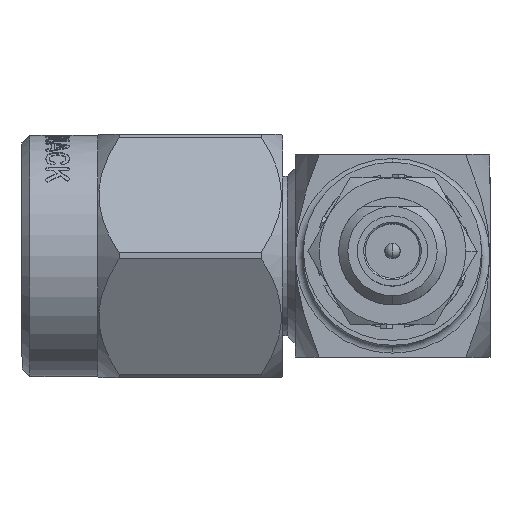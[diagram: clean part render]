
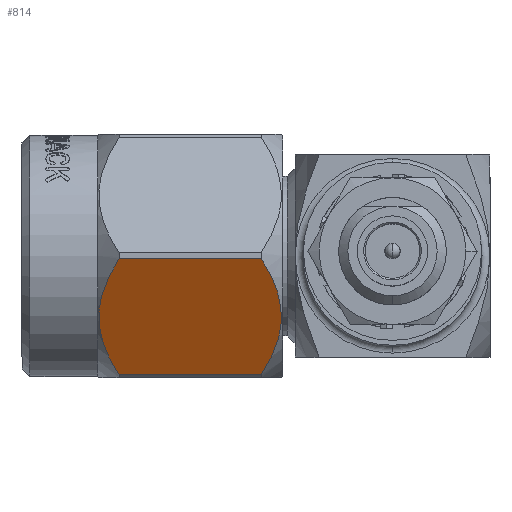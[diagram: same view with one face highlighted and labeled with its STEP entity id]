
A CAD part, top view. The second image highlights one B-rep face of the part: STEP entity #814.
In plain terms, the highlighted face is planar.
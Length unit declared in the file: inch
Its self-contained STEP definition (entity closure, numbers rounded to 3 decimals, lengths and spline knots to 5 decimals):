
#336 = CARTESIAN_POINT ( 'NONE',  ( 0.10588, 0.15445, 0.1291 ) ) ;
#429 = CARTESIAN_POINT ( 'NONE',  ( 0.09253, 0.16843, 0.15223 ) ) ;
#814 = ADVANCED_FACE ( 'NONE', ( #27285 ), #22793, .T. ) ;
#1403 = CARTESIAN_POINT ( 'NONE',  ( 0.1781, 0.16843, 0.00402 ) ) ;
#1763 = CARTESIAN_POINT ( 'NONE',  ( 0.12786, 0.37594, 0.09104 ) ) ;
#3124 = VECTOR ( 'NONE', #17186, 39.37008 ) ;
#3888 = CARTESIAN_POINT ( 'NONE',  ( 0.09912, 0.35803, 0.14081 ) ) ;
#3982 = CARTESIAN_POINT ( 'NONE',  ( 0.10592, 0.36452, 0.12904 ) ) ;
#4083 = CARTESIAN_POINT ( 'NONE',  ( 0.16475, 0.36447, 0.02715 ) ) ;
#4172 = CARTESIAN_POINT ( 'NONE',  ( 0.15044, 0.37333, 0.05193 ) ) ;
#4679 = CARTESIAN_POINT ( 'NONE',  ( 0.11655, 0.14746, 0.11063 ) ) ;
#4857 = CARTESIAN_POINT ( 'NONE',  ( 0.09253, -0.05, 0.15223 ) ) ;
#5368 = EDGE_CURVE ( 'NONE', #6559, #7710, #20022, .T. ) ;
#6126 = ORIENTED_EDGE ( 'NONE', *, *, #14179, .F. ) ;
#6503 = EDGE_CURVE ( 'NONE', #10996, #7710, #11954, .T. ) ;
#6559 = VERTEX_POINT ( 'NONE', #10924 ) ;
#6612 = CARTESIAN_POINT ( 'NONE',  ( 0.16471, 0.15441, 0.02721 ) ) ;
#6750 = LINE ( 'NONE', #7984, #13753 ) ;
#7493 = ORIENTED_EDGE ( 'NONE', *, *, #6503, .T. ) ;
#7710 = VERTEX_POINT ( 'NONE', #20922 ) ;
#7984 = CARTESIAN_POINT ( 'NONE',  ( 0.1781, -0.05, 0.00402 ) ) ;
#8103 = DIRECTION ( 'NONE',  ( 0.5, 0., -0.866 ) ) ;
#9132 = VERTEX_POINT ( 'NONE', #1403 ) ;
#9937 = DIRECTION ( 'NONE',  ( 0., -1., 0. ) ) ;
#10612 = CARTESIAN_POINT ( 'NONE',  ( 0.1277, 0.14301, 0.09132 ) ) ;
#10705 = CARTESIAN_POINT ( 'NONE',  ( 0.1781, 0.16843, 0.00402 ) ) ;
#10924 = CARTESIAN_POINT ( 'NONE',  ( 0.09253, 0.16843, 0.15223 ) ) ;
#10996 = VERTEX_POINT ( 'NONE', #19531 ) ;
#11954 = B_SPLINE_CURVE_WITH_KNOTS ( 'NONE', 3,
 ( #12427, #14448, #4083, #12520, #4172, #18607, #25259, #22826, #1763, #12617, #16586, #3982, #3888, #27340 ),
 .UNSPECIFIED., .F., .F.,
 ( 4, 2, 2, 2, 2, 2, 4 ),
 ( 0., 0.00114, 0.00171, 0.00228, 0.00285, 0.00342, 0.00456 ),
 .UNSPECIFIED. ) ;
#12427 = CARTESIAN_POINT ( 'NONE',  ( 0.1781, 0.35049, 0.00402 ) ) ;
#12520 = CARTESIAN_POINT ( 'NONE',  ( 0.15408, 0.37146, 0.04562 ) ) ;
#12617 = CARTESIAN_POINT ( 'NONE',  ( 0.12037, 0.37341, 0.10402 ) ) ;
#12863 = EDGE_CURVE ( 'NONE', #6559, #9132, #23611, .T. ) ;
#13753 = VECTOR ( 'NONE', #9937, 39.37008 ) ;
#14179 = EDGE_CURVE ( 'NONE', #10996, #9132, #6750, .T. ) ;
#14448 = CARTESIAN_POINT ( 'NONE',  ( 0.17152, 0.35801, 0.01541 ) ) ;
#15060 = CARTESIAN_POINT ( 'NONE',  ( 0.09911, 0.16091, 0.14084 ) ) ;
#15147 = CARTESIAN_POINT ( 'NONE',  ( 0.15026, 0.14551, 0.05223 ) ) ;
#16586 = CARTESIAN_POINT ( 'NONE',  ( 0.11667, 0.37152, 0.11043 ) ) ;
#16637 = DIRECTION ( 'NONE',  ( 0.866, 0., 0.5 ) ) ;
#17185 = CARTESIAN_POINT ( 'NONE',  ( 0.15397, 0.1474, 0.04582 ) ) ;
#17186 = DIRECTION ( 'NONE',  ( 0., 1., 0. ) ) ;
#18607 = CARTESIAN_POINT ( 'NONE',  ( 0.14294, 0.37591, 0.06493 ) ) ;
#19146 = CARTESIAN_POINT ( 'NONE',  ( 0.13902, 0.14233, 0.07171 ) ) ;
#19531 = CARTESIAN_POINT ( 'NONE',  ( 0.1781, 0.35049, 0.00402 ) ) ;
#20022 = LINE ( 'NONE', #4857, #3124 ) ;
#20922 = CARTESIAN_POINT ( 'NONE',  ( 0.09253, 0.35049, 0.15223 ) ) ;
#21061 = CARTESIAN_POINT ( 'NONE',  ( 0.09021, 0.11792, 0.15625 ) ) ;
#22476 = ORIENTED_EDGE ( 'NONE', *, *, #5368, .F. ) ;
#22738 = AXIS2_PLACEMENT_3D ( 'NONE', #21061, #16637, #8103 ) ;
#22793 = PLANE ( 'NONE',  #22738 ) ;
#22826 = CARTESIAN_POINT ( 'NONE',  ( 0.13161, 0.37659, 0.08454 ) ) ;
#23266 = CARTESIAN_POINT ( 'NONE',  ( 0.12019, 0.14559, 0.10432 ) ) ;
#23357 = CARTESIAN_POINT ( 'NONE',  ( 0.14277, 0.14298, 0.06521 ) ) ;
#23536 = CARTESIAN_POINT ( 'NONE',  ( 0.13149, 0.14235, 0.08475 ) ) ;
#23611 = B_SPLINE_CURVE_WITH_KNOTS ( 'NONE', 3,
 ( #429, #15060, #336, #4679, #23266, #10612, #23536, #19146, #23357, #15147, #17185, #6612, #25685, #10705 ),
 .UNSPECIFIED., .F., .F.,
 ( 4, 2, 2, 2, 2, 2, 4 ),
 ( 0., 0.00114, 0.00171, 0.00228, 0.00285, 0.00342, 0.00456 ),
 .UNSPECIFIED. ) ;
#23942 = EDGE_LOOP ( 'NONE', ( #22476, #24403, #6126, #7493 ) ) ;
#24403 = ORIENTED_EDGE ( 'NONE', *, *, #12863, .T. ) ;
#25259 = CARTESIAN_POINT ( 'NONE',  ( 0.13914, 0.37657, 0.0715 ) ) ;
#25685 = CARTESIAN_POINT ( 'NONE',  ( 0.17151, 0.16089, 0.01544 ) ) ;
#27285 = FACE_OUTER_BOUND ( 'NONE', #23942, .T. ) ;
#27340 = CARTESIAN_POINT ( 'NONE',  ( 0.09253, 0.35049, 0.15223 ) ) ;
